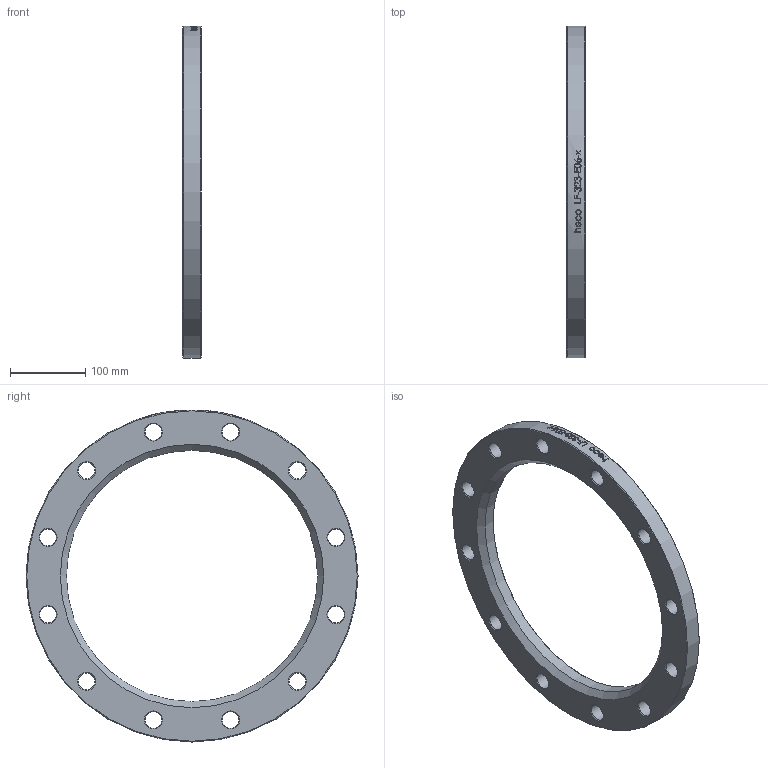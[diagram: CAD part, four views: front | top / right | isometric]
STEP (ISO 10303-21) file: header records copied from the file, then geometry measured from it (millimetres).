
FILE_DESCRIPTION (( 'STEP AP214' ), '1' );
FILE_NAME ('LF-323-E06-x Loser Flansch 2012.STEP', '2020-12-17T13:13:46', ( '' ), ( '' ), 'SwSTEP 2.0', 'SolidWorks 2019', '' );
FILE_SCHEMA (( 'AUTOMOTIVE_DESIGN' ));
Length unit declared in the file: millimetre
Products named in the file (1): LF-323-E06-x Loser Flansch 2012
Bounding box: 24 x 440 x 440 mm (x, y, z)
Volume: 1412962.8 mm3; surface area: 190995.4 mm2
Topology: 1 solids, 1 shells, 64 faces, 282 edges, 239 vertices
Faces by surface type: cylinder 34, cone 28, plane 2
Full cylindrical faces by diameter (mm): 22 x12, 333 x1, 440 x1
Entity records: 6593 total; most frequent: CARTESIAN_POINT 4305, ORIENTED_EDGE 446, DIRECTION 342, VERTEX_POINT 223, EDGE_CURVE 223, AXIS2_PLACEMENT_3D 157, EDGE_LOOP 152, B_SPLINE_CURVE_WITH_KNOTS 103
